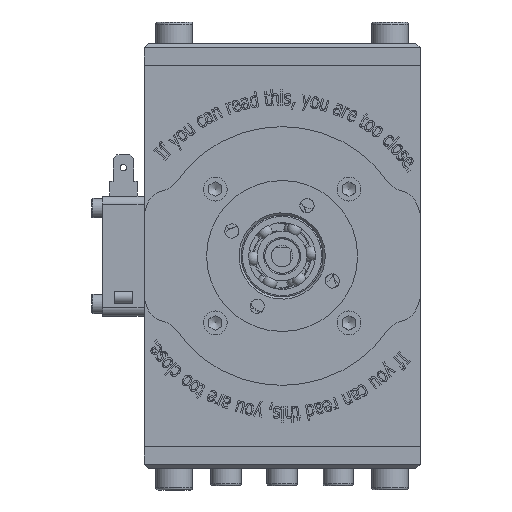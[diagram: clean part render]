
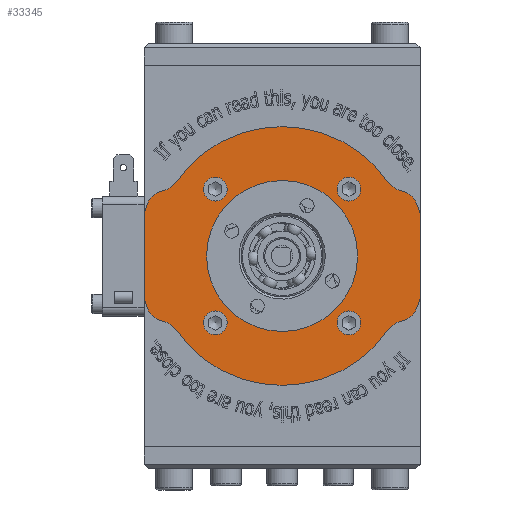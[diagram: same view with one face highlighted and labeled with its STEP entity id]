
A CAD part, front view. The second image highlights one B-rep face of the part: STEP entity #33345.
In plain terms, the highlighted face is planar.
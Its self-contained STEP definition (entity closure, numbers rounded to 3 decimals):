
#2182=FACE_BOUND('',#5979,.T.);
#2183=FACE_BOUND('',#5980,.T.);
#2184=FACE_BOUND('',#5981,.T.);
#2185=FACE_BOUND('',#5982,.T.);
#2186=FACE_BOUND('',#5983,.T.);
#2855=CIRCLE('',#36163,5.);
#2856=CIRCLE('',#36165,5.);
#2858=CIRCLE('',#36168,33.5);
#2859=CIRCLE('',#36169,33.5);
#2860=CIRCLE('',#36170,5.);
#2861=CIRCLE('',#36171,5.);
#2862=CIRCLE('',#36172,30.);
#2863=CIRCLE('',#36173,5.);
#2864=CIRCLE('',#36174,5.);
#2865=CIRCLE('',#36175,33.5);
#2866=CIRCLE('',#36176,33.5);
#2867=CIRCLE('',#36177,5.);
#2868=CIRCLE('',#36178,5.);
#2869=CIRCLE('',#36179,30.);
#2870=CIRCLE('',#36180,17.5);
#2871=CIRCLE('',#36181,2.75);
#2872=CIRCLE('',#36182,2.75);
#2873=CIRCLE('',#36183,2.75);
#2874=CIRCLE('',#36184,2.75);
#3988=FACE_OUTER_BOUND('',#5978,.T.);
#5978=EDGE_LOOP('',(#23668,#23669,#23670,#23671,#23672,#23673,#23674,#23675,
#23676,#23677,#23678,#23679,#23680,#23681,#23682,#23683));
#5979=EDGE_LOOP('',(#23684));
#5980=EDGE_LOOP('',(#23685));
#5981=EDGE_LOOP('',(#23686));
#5982=EDGE_LOOP('',(#23687));
#5983=EDGE_LOOP('',(#23688));
#8124=LINE('',#48960,#11070);
#8125=LINE('',#48976,#11071);
#11070=VECTOR('',#39757,10.);
#11071=VECTOR('',#39772,10.);
#14200=VERTEX_POINT('',#48945);
#14201=VERTEX_POINT('',#48947);
#14202=VERTEX_POINT('',#48951);
#14204=VERTEX_POINT('',#48957);
#14205=VERTEX_POINT('',#48959);
#14206=VERTEX_POINT('',#48961);
#14207=VERTEX_POINT('',#48963);
#14208=VERTEX_POINT('',#48965);
#14209=VERTEX_POINT('',#48967);
#14210=VERTEX_POINT('',#48969);
#14211=VERTEX_POINT('',#48971);
#14212=VERTEX_POINT('',#48973);
#14213=VERTEX_POINT('',#48975);
#14214=VERTEX_POINT('',#48977);
#14215=VERTEX_POINT('',#48979);
#14216=VERTEX_POINT('',#48981);
#14217=VERTEX_POINT('',#48984);
#14218=VERTEX_POINT('',#48986);
#14219=VERTEX_POINT('',#48988);
#14220=VERTEX_POINT('',#48990);
#14221=VERTEX_POINT('',#48992);
#17805=EDGE_CURVE('',#14200,#14201,#2855,.T.);
#17807=EDGE_CURVE('',#14201,#14202,#2856,.T.);
#17810=EDGE_CURVE('',#14200,#14204,#2858,.T.);
#17811=EDGE_CURVE('',#14205,#14204,#8124,.T.);
#17812=EDGE_CURVE('',#14205,#14206,#2859,.T.);
#17813=EDGE_CURVE('',#14207,#14206,#2860,.T.);
#17814=EDGE_CURVE('',#14208,#14207,#2861,.T.);
#17815=EDGE_CURVE('',#14208,#14209,#2862,.T.);
#17816=EDGE_CURVE('',#14210,#14209,#2863,.T.);
#17817=EDGE_CURVE('',#14211,#14210,#2864,.T.);
#17818=EDGE_CURVE('',#14211,#14212,#2865,.T.);
#17819=EDGE_CURVE('',#14212,#14213,#8125,.T.);
#17820=EDGE_CURVE('',#14213,#14214,#2866,.T.);
#17821=EDGE_CURVE('',#14215,#14214,#2867,.T.);
#17822=EDGE_CURVE('',#14216,#14215,#2868,.T.);
#17823=EDGE_CURVE('',#14216,#14202,#2869,.T.);
#17824=EDGE_CURVE('',#14217,#14217,#2870,.T.);
#17825=EDGE_CURVE('',#14218,#14218,#2871,.T.);
#17826=EDGE_CURVE('',#14219,#14219,#2872,.T.);
#17827=EDGE_CURVE('',#14220,#14220,#2873,.T.);
#17828=EDGE_CURVE('',#14221,#14221,#2874,.T.);
#23668=ORIENTED_EDGE('',*,*,#17805,.F.);
#23669=ORIENTED_EDGE('',*,*,#17810,.T.);
#23670=ORIENTED_EDGE('',*,*,#17811,.F.);
#23671=ORIENTED_EDGE('',*,*,#17812,.T.);
#23672=ORIENTED_EDGE('',*,*,#17813,.F.);
#23673=ORIENTED_EDGE('',*,*,#17814,.F.);
#23674=ORIENTED_EDGE('',*,*,#17815,.T.);
#23675=ORIENTED_EDGE('',*,*,#17816,.F.);
#23676=ORIENTED_EDGE('',*,*,#17817,.F.);
#23677=ORIENTED_EDGE('',*,*,#17818,.T.);
#23678=ORIENTED_EDGE('',*,*,#17819,.T.);
#23679=ORIENTED_EDGE('',*,*,#17820,.T.);
#23680=ORIENTED_EDGE('',*,*,#17821,.F.);
#23681=ORIENTED_EDGE('',*,*,#17822,.F.);
#23682=ORIENTED_EDGE('',*,*,#17823,.T.);
#23683=ORIENTED_EDGE('',*,*,#17807,.F.);
#23684=ORIENTED_EDGE('',*,*,#17824,.T.);
#23685=ORIENTED_EDGE('',*,*,#17825,.T.);
#23686=ORIENTED_EDGE('',*,*,#17826,.T.);
#23687=ORIENTED_EDGE('',*,*,#17827,.T.);
#23688=ORIENTED_EDGE('',*,*,#17828,.T.);
#32196=PLANE('',#36167);
#33345=ADVANCED_FACE('',(#3988,#2182,#2183,#2184,#2185,#2186),#32196,.T.);
#36163=AXIS2_PLACEMENT_3D('',#48948,#39743,#39744);
#36165=AXIS2_PLACEMENT_3D('',#48952,#39748,#39749);
#36167=AXIS2_PLACEMENT_3D('',#48956,#39753,#39754);
#36168=AXIS2_PLACEMENT_3D('',#48958,#39755,#39756);
#36169=AXIS2_PLACEMENT_3D('',#48962,#39758,#39759);
#36170=AXIS2_PLACEMENT_3D('',#48964,#39760,#39761);
#36171=AXIS2_PLACEMENT_3D('',#48966,#39762,#39763);
#36172=AXIS2_PLACEMENT_3D('',#48968,#39764,#39765);
#36173=AXIS2_PLACEMENT_3D('',#48970,#39766,#39767);
#36174=AXIS2_PLACEMENT_3D('',#48972,#39768,#39769);
#36175=AXIS2_PLACEMENT_3D('',#48974,#39770,#39771);
#36176=AXIS2_PLACEMENT_3D('',#48978,#39773,#39774);
#36177=AXIS2_PLACEMENT_3D('',#48980,#39775,#39776);
#36178=AXIS2_PLACEMENT_3D('',#48982,#39777,#39778);
#36179=AXIS2_PLACEMENT_3D('',#48983,#39779,#39780);
#36180=AXIS2_PLACEMENT_3D('',#48985,#39781,#39782);
#36181=AXIS2_PLACEMENT_3D('',#48987,#39783,#39784);
#36182=AXIS2_PLACEMENT_3D('',#48989,#39785,#39786);
#36183=AXIS2_PLACEMENT_3D('',#48991,#39787,#39788);
#36184=AXIS2_PLACEMENT_3D('',#48993,#39789,#39790);
#39743=DIRECTION('center_axis',(0.,-1.,0.));
#39744=DIRECTION('ref_axis',(-0.212,0.,-0.977));
#39748=DIRECTION('center_axis',(0.,1.,0.));
#39749=DIRECTION('ref_axis',(-0.463,0.,-0.886));
#39753=DIRECTION('center_axis',(0.,1.,0.));
#39754=DIRECTION('ref_axis',(0.,0.,1.));
#39755=DIRECTION('center_axis',(0.,1.,0.));
#39756=DIRECTION('ref_axis',(-1.,0.,0.));
#39757=DIRECTION('',(0.,0.,1.));
#39758=DIRECTION('center_axis',(0.,1.,0.));
#39759=DIRECTION('ref_axis',(-1.,0.,0.));
#39760=DIRECTION('center_axis',(0.,-1.,0.));
#39761=DIRECTION('ref_axis',(-0.212,0.,0.977));
#39762=DIRECTION('center_axis',(0.,1.,0.));
#39763=DIRECTION('ref_axis',(-0.463,0.,0.886));
#39764=DIRECTION('center_axis',(0.,1.,0.));
#39765=DIRECTION('ref_axis',(1.,0.,0.));
#39766=DIRECTION('center_axis',(0.,1.,0.));
#39767=DIRECTION('ref_axis',(0.463,0.,0.886));
#39768=DIRECTION('center_axis',(0.,-1.,0.));
#39769=DIRECTION('ref_axis',(0.212,0.,0.977));
#39770=DIRECTION('center_axis',(0.,1.,0.));
#39771=DIRECTION('ref_axis',(-1.,0.,0.));
#39772=DIRECTION('',(0.,0.,1.));
#39773=DIRECTION('center_axis',(0.,1.,0.));
#39774=DIRECTION('ref_axis',(-1.,0.,0.));
#39775=DIRECTION('center_axis',(0.,-1.,0.));
#39776=DIRECTION('ref_axis',(0.212,0.,-0.977));
#39777=DIRECTION('center_axis',(0.,1.,0.));
#39778=DIRECTION('ref_axis',(0.463,0.,-0.886));
#39779=DIRECTION('center_axis',(0.,1.,0.));
#39780=DIRECTION('ref_axis',(1.,0.,0.));
#39781=DIRECTION('center_axis',(0.,-1.,0.));
#39782=DIRECTION('ref_axis',(-1.,0.,0.));
#39783=DIRECTION('center_axis',(0.,-1.,0.));
#39784=DIRECTION('ref_axis',(-1.,0.,0.));
#39785=DIRECTION('center_axis',(0.,-1.,0.));
#39786=DIRECTION('ref_axis',(-1.,0.,0.));
#39787=DIRECTION('center_axis',(0.,-1.,0.));
#39788=DIRECTION('ref_axis',(-1.,0.,0.));
#39789=DIRECTION('center_axis',(0.,-1.,0.));
#39790=DIRECTION('ref_axis',(-1.,0.,0.));
#48945=CARTESIAN_POINT('',(31.269,13.,12.022));
#48947=CARTESIAN_POINT('',(27.662,13.,15.114));
#48948=CARTESIAN_POINT('Origin',(26.602,13.,10.228));
#48951=CARTESIAN_POINT('',(24.62,13.,17.143));
#48952=CARTESIAN_POINT('Origin',(28.723,13.,20.));
#48956=CARTESIAN_POINT('Origin',(0.,13.,0.));
#48957=CARTESIAN_POINT('',(32.,13.,9.912));
#48958=CARTESIAN_POINT('Origin',(0.,13.,0.));
#48959=CARTESIAN_POINT('',(32.,13.,-9.912));
#48960=CARTESIAN_POINT('',(32.,13.,-30.));
#48961=CARTESIAN_POINT('',(31.269,13.,-12.022));
#48962=CARTESIAN_POINT('Origin',(0.,13.,0.));
#48963=CARTESIAN_POINT('',(27.662,13.,-15.114));
#48964=CARTESIAN_POINT('Origin',(26.602,13.,-10.228));
#48965=CARTESIAN_POINT('',(24.62,13.,-17.143));
#48966=CARTESIAN_POINT('Origin',(28.723,13.,-20.));
#48967=CARTESIAN_POINT('',(-24.62,13.,-17.143));
#48968=CARTESIAN_POINT('Origin',(0.,13.,0.));
#48969=CARTESIAN_POINT('',(-27.662,13.,-15.114));
#48970=CARTESIAN_POINT('Origin',(-28.723,13.,-20.));
#48971=CARTESIAN_POINT('',(-31.269,13.,-12.022));
#48972=CARTESIAN_POINT('Origin',(-26.602,13.,-10.228));
#48973=CARTESIAN_POINT('',(-32.,13.,-9.912));
#48974=CARTESIAN_POINT('Origin',(0.,13.,0.));
#48975=CARTESIAN_POINT('',(-32.,13.,9.912));
#48976=CARTESIAN_POINT('',(-32.,13.,-30.));
#48977=CARTESIAN_POINT('',(-31.269,13.,12.022));
#48978=CARTESIAN_POINT('Origin',(0.,13.,0.));
#48979=CARTESIAN_POINT('',(-27.662,13.,15.114));
#48980=CARTESIAN_POINT('Origin',(-26.602,13.,10.228));
#48981=CARTESIAN_POINT('',(-24.62,13.,17.143));
#48982=CARTESIAN_POINT('Origin',(-28.723,13.,20.));
#48983=CARTESIAN_POINT('Origin',(0.,13.,0.));
#48984=CARTESIAN_POINT('',(-17.5,13.,0.));
#48985=CARTESIAN_POINT('Origin',(0.,13.,0.));
#48986=CARTESIAN_POINT('',(-18.25,13.,15.5));
#48987=CARTESIAN_POINT('Origin',(-15.5,13.,15.5));
#48988=CARTESIAN_POINT('',(12.75,13.,15.5));
#48989=CARTESIAN_POINT('Origin',(15.5,13.,15.5));
#48990=CARTESIAN_POINT('',(-18.25,13.,-15.5));
#48991=CARTESIAN_POINT('Origin',(-15.5,13.,-15.5));
#48992=CARTESIAN_POINT('',(12.75,13.,-15.5));
#48993=CARTESIAN_POINT('Origin',(15.5,13.,-15.5));
